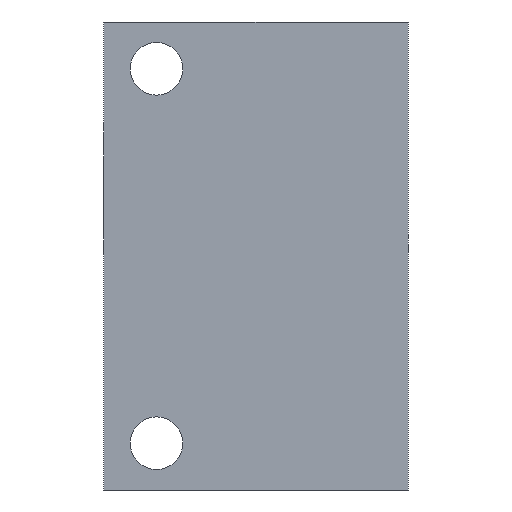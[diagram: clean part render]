
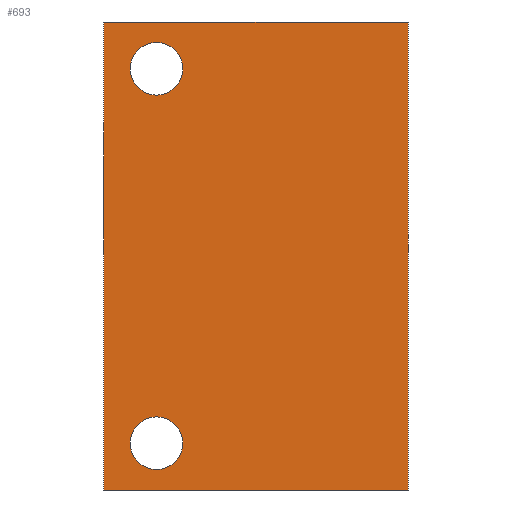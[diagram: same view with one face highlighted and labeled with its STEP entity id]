
A CAD part, left-side view. The second image highlights one B-rep face of the part: STEP entity #693.
In plain terms, the highlighted planar face has unit normal (-1, 0, 0).
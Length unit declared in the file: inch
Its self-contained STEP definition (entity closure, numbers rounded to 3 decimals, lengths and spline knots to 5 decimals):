
#1=DIRECTION('',(0.,-1.,0.));
#2=VECTOR('',#1,1.625);
#3=CARTESIAN_POINT('',(0.,0.,0.));
#4=LINE('',#3,#2);
#27=DIRECTION('',(0.,0.,1.));
#28=VECTOR('',#27,2.5);
#29=CARTESIAN_POINT('',(0.,0.,0.));
#30=LINE('',#29,#28);
#31=CARTESIAN_POINT('',(0.,-0.281,2.25));
#32=DIRECTION('',(1.,0.,0.));
#33=DIRECTION('',(0.,0.,-1.));
#34=AXIS2_PLACEMENT_3D('',#31,#32,#33);
#36=CARTESIAN_POINT('',(0.,-0.281,2.25));
#37=DIRECTION('',(1.,0.,0.));
#38=DIRECTION('',(0.,0.,1.));
#39=AXIS2_PLACEMENT_3D('',#36,#37,#38);
#41=CARTESIAN_POINT('',(0.,-0.281,0.25));
#42=DIRECTION('',(1.,0.,0.));
#43=DIRECTION('',(0.,0.,-1.));
#44=AXIS2_PLACEMENT_3D('',#41,#42,#43);
#46=CARTESIAN_POINT('',(0.,-0.281,0.25));
#47=DIRECTION('',(1.,0.,0.));
#48=DIRECTION('',(0.,0.,1.));
#49=AXIS2_PLACEMENT_3D('',#46,#47,#48);
#89=DIRECTION('',(0.,0.,1.));
#90=VECTOR('',#89,2.5);
#91=CARTESIAN_POINT('',(0.,-1.625,0.));
#92=LINE('',#91,#90);
#93=DIRECTION('',(0.,-1.,0.));
#94=VECTOR('',#93,1.625);
#95=CARTESIAN_POINT('',(0.,0.,2.5));
#96=LINE('',#95,#94);
#539=CARTESIAN_POINT('',(0.,0.,0.));
#540=CARTESIAN_POINT('',(0.,-1.625,0.));
#541=VERTEX_POINT('',#539);
#542=VERTEX_POINT('',#540);
#547=CARTESIAN_POINT('',(0.,0.,2.5));
#548=CARTESIAN_POINT('',(0.,-1.625,2.5));
#549=VERTEX_POINT('',#547);
#550=VERTEX_POINT('',#548);
#609=CARTESIAN_POINT('',(0.,-0.281,2.1095));
#610=CARTESIAN_POINT('',(0.,-0.281,2.3905));
#611=VERTEX_POINT('',#609);
#612=VERTEX_POINT('',#610);
#617=CARTESIAN_POINT('',(0.,-0.281,0.1095));
#618=CARTESIAN_POINT('',(0.,-0.281,0.3905));
#619=VERTEX_POINT('',#617);
#620=VERTEX_POINT('',#618);
#667=CARTESIAN_POINT('',(0.,0.,0.));
#668=DIRECTION('',(-1.,0.,0.));
#669=DIRECTION('',(0.,-1.,0.));
#670=AXIS2_PLACEMENT_3D('',#667,#668,#669);
#671=PLANE('',#670);
#672=ORIENTED_EDGE('',*,*,#650,.F.);
#674=ORIENTED_EDGE('',*,*,#673,.T.);
#676=ORIENTED_EDGE('',*,*,#675,.T.);
#678=ORIENTED_EDGE('',*,*,#677,.F.);
#679=EDGE_LOOP('',(#672,#674,#676,#678));
#680=FACE_OUTER_BOUND('',#679,.F.);
#682=ORIENTED_EDGE('',*,*,#681,.F.);
#684=ORIENTED_EDGE('',*,*,#683,.F.);
#685=EDGE_LOOP('',(#682,#684));
#686=FACE_BOUND('',#685,.F.);
#688=ORIENTED_EDGE('',*,*,#687,.F.);
#690=ORIENTED_EDGE('',*,*,#689,.F.);
#691=EDGE_LOOP('',(#688,#690));
#692=FACE_BOUND('',#691,.F.);
#693=ADVANCED_FACE('',(#680,#686,#692),#671,.T.);
#35=CIRCLE('',#34,0.1405);
#40=CIRCLE('',#39,0.1405);
#45=CIRCLE('',#44,0.1405);
#50=CIRCLE('',#49,0.1405);
#650=EDGE_CURVE('',#541,#542,#4,.T.);
#673=EDGE_CURVE('',#541,#549,#30,.T.);
#675=EDGE_CURVE('',#549,#550,#96,.T.);
#677=EDGE_CURVE('',#542,#550,#92,.T.);
#681=EDGE_CURVE('',#611,#612,#35,.T.);
#683=EDGE_CURVE('',#612,#611,#40,.T.);
#687=EDGE_CURVE('',#619,#620,#45,.T.);
#689=EDGE_CURVE('',#620,#619,#50,.T.);
